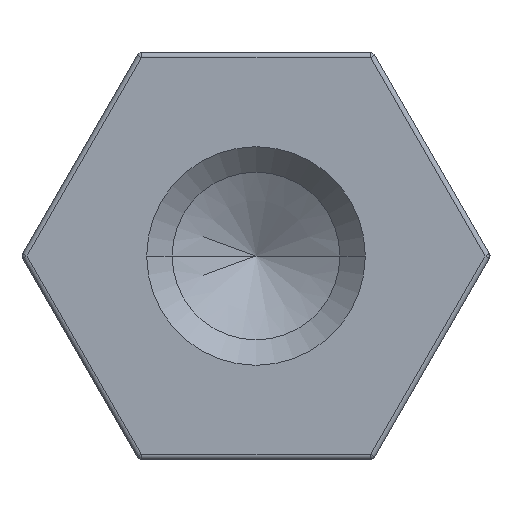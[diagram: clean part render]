
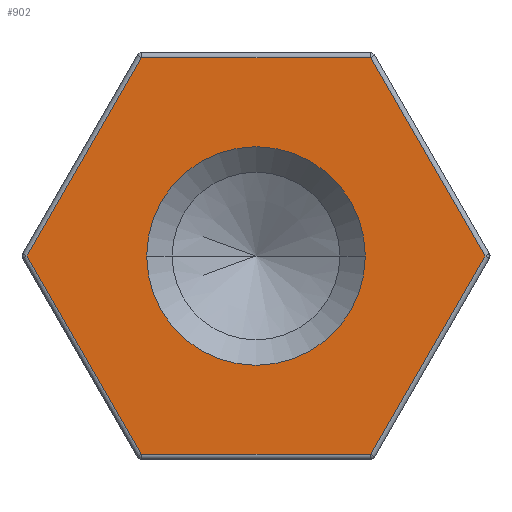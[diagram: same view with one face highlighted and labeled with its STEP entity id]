
A CAD part, left-side view. The second image highlights one B-rep face of the part: STEP entity #902.
In plain terms, the highlighted planar face has unit normal (-1, 0, 0).
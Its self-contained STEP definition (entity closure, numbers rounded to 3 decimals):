
#4 = CARTESIAN_POINT ( 'NONE',  ( 0., -4.503, 0. ) ) ;
#13 = LINE ( 'NONE', #579, #1013 ) ;
#89 = DIRECTION ( 'NONE',  ( 0., 1., 0. ) ) ;
#98 = AXIS2_PLACEMENT_3D ( 'NONE', #1058, #1060, #89 ) ;
#138 = AXIS2_PLACEMENT_3D ( 'NONE', #677, #726, #432 ) ;
#147 = EDGE_CURVE ( 'NONE', #468, #349, #1250, .T. ) ;
#153 = FACE_OUTER_BOUND ( 'NONE', #1103, .T. ) ;
#208 = PLANE ( 'NONE',  #956 ) ;
#242 = VECTOR ( 'NONE', #852, 1000. ) ;
#252 = EDGE_CURVE ( 'NONE', #1207, #1116, #1212, .T. ) ;
#255 = EDGE_CURVE ( 'NONE', #1165, #1207, #13, .T. ) ;
#259 = EDGE_CURVE ( 'NONE', #1116, #1353, #731, .T. ) ;
#261 = EDGE_CURVE ( 'NONE', #1015, #1165, #420, .T. ) ;
#268 = EDGE_CURVE ( 'NONE', #802, #1015, #759, .T. ) ;
#270 = EDGE_CURVE ( 'NONE', #349, #468, #371, .T. ) ;
#349 = VERTEX_POINT ( 'NONE', #861 ) ;
#361 = EDGE_CURVE ( 'NONE', #1353, #802, #1337, .T. ) ;
#368 = DIRECTION ( 'NONE',  ( 0., 1., 0. ) ) ;
#371 = CIRCLE ( 'NONE', #98, 2.15 ) ;
#407 = CARTESIAN_POINT ( 'NONE',  ( 0., -2.15, 0. ) ) ;
#420 = LINE ( 'NONE', #1371, #949 ) ;
#425 = CARTESIAN_POINT ( 'NONE',  ( 0., -2.252, -3.9 ) ) ;
#432 = DIRECTION ( 'NONE',  ( 0., 1., 0. ) ) ;
#450 = ORIENTED_EDGE ( 'NONE', *, *, #361, .T. ) ;
#468 = VERTEX_POINT ( 'NONE', #407 ) ;
#504 = CARTESIAN_POINT ( 'NONE',  ( 0., 2.252, -3.9 ) ) ;
#579 = CARTESIAN_POINT ( 'NONE',  ( 0., 3.377, 1.95 ) ) ;
#677 = CARTESIAN_POINT ( 'NONE',  ( 0., 0., 0. ) ) ;
#726 = DIRECTION ( 'NONE',  ( 1., 0., 0. ) ) ;
#731 = LINE ( 'NONE', #1389, #1410 ) ;
#759 = LINE ( 'NONE', #1303, #1381 ) ;
#762 = CARTESIAN_POINT ( 'NONE',  ( 0., -3.377, -1.95 ) ) ;
#802 = VERTEX_POINT ( 'NONE', #4 ) ;
#823 = CARTESIAN_POINT ( 'NONE',  ( 0., 0., 0. ) ) ;
#845 = ORIENTED_EDGE ( 'NONE', *, *, #147, .T. ) ;
#852 = DIRECTION ( 'NONE',  ( 0., -0.5, 0.866 ) ) ;
#861 = CARTESIAN_POINT ( 'NONE',  ( 0., 2.15, 0. ) ) ;
#884 = ORIENTED_EDGE ( 'NONE', *, *, #261, .T. ) ;
#902 = ADVANCED_FACE ( 'NONE', ( #153, #1390 ), #208, .F. ) ;
#926 = CARTESIAN_POINT ( 'NONE',  ( 0., -2.252, 3.9 ) ) ;
#949 = VECTOR ( 'NONE', #1360, 1000. ) ;
#956 = AXIS2_PLACEMENT_3D ( 'NONE', #823, #1011, #368 ) ;
#970 = EDGE_LOOP ( 'NONE', ( #1070, #845 ) ) ;
#981 = VECTOR ( 'NONE', #1330, 1000. ) ;
#984 = ORIENTED_EDGE ( 'NONE', *, *, #259, .T. ) ;
#985 = ORIENTED_EDGE ( 'NONE', *, *, #252, .T. ) ;
#1011 = DIRECTION ( 'NONE',  ( 1., 0., 0. ) ) ;
#1013 = VECTOR ( 'NONE', #1355, 1000. ) ;
#1015 = VERTEX_POINT ( 'NONE', #926 ) ;
#1058 = CARTESIAN_POINT ( 'NONE',  ( 0., 0., 0. ) ) ;
#1060 = DIRECTION ( 'NONE',  ( 1., 0., 0. ) ) ;
#1070 = ORIENTED_EDGE ( 'NONE', *, *, #270, .T. ) ;
#1103 = EDGE_LOOP ( 'NONE', ( #1139, #884, #1192, #985, #984, #450 ) ) ;
#1116 = VERTEX_POINT ( 'NONE', #504 ) ;
#1139 = ORIENTED_EDGE ( 'NONE', *, *, #268, .T. ) ;
#1165 = VERTEX_POINT ( 'NONE', #1400 ) ;
#1174 = DIRECTION ( 'NONE',  ( 0., 0.5, 0.866 ) ) ;
#1192 = ORIENTED_EDGE ( 'NONE', *, *, #255, .T. ) ;
#1207 = VERTEX_POINT ( 'NONE', #1309 ) ;
#1209 = CARTESIAN_POINT ( 'NONE',  ( 0., 3.377, -1.95 ) ) ;
#1212 = LINE ( 'NONE', #1209, #981 ) ;
#1250 = CIRCLE ( 'NONE', #138, 2.15 ) ;
#1303 = CARTESIAN_POINT ( 'NONE',  ( 0., -3.377, 1.95 ) ) ;
#1309 = CARTESIAN_POINT ( 'NONE',  ( 0., 4.503, 0. ) ) ;
#1313 = DIRECTION ( 'NONE',  ( 0., -1., 0. ) ) ;
#1330 = DIRECTION ( 'NONE',  ( 0., -0.5, -0.866 ) ) ;
#1337 = LINE ( 'NONE', #762, #242 ) ;
#1353 = VERTEX_POINT ( 'NONE', #425 ) ;
#1355 = DIRECTION ( 'NONE',  ( 0., 0.5, -0.866 ) ) ;
#1360 = DIRECTION ( 'NONE',  ( 0., 1., 0. ) ) ;
#1371 = CARTESIAN_POINT ( 'NONE',  ( 0., 0., 3.9 ) ) ;
#1381 = VECTOR ( 'NONE', #1174, 1000. ) ;
#1389 = CARTESIAN_POINT ( 'NONE',  ( 0., 0., -3.9 ) ) ;
#1390 = FACE_BOUND ( 'NONE', #970, .T. ) ;
#1400 = CARTESIAN_POINT ( 'NONE',  ( 0., 2.252, 3.9 ) ) ;
#1410 = VECTOR ( 'NONE', #1313, 1000. ) ;
